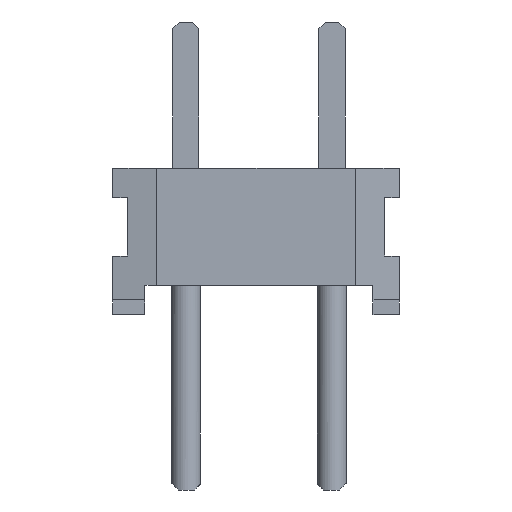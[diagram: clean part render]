
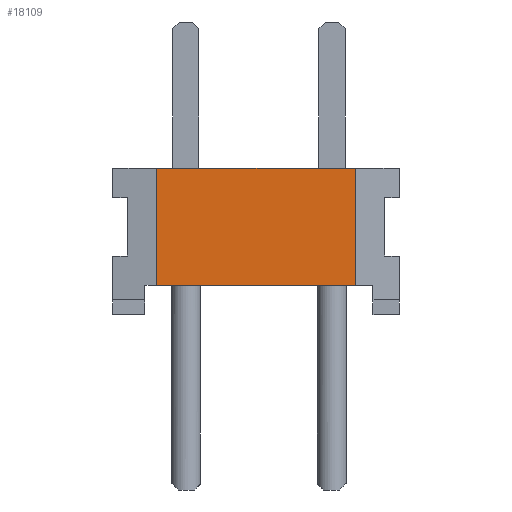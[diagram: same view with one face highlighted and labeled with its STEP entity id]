
A CAD part, left-side view. The second image highlights one B-rep face of the part: STEP entity #18109.
In plain terms, the highlighted planar face has unit normal (-1, 0, 0).
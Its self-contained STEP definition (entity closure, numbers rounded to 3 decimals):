
#18109 = ADVANCED_FACE('',(#18110),#18144,.F.);
#18110 = FACE_BOUND('',#18111,.T.);
#18111 = EDGE_LOOP('',(#18112,#18122,#18130,#18138));
#18112 = ORIENTED_EDGE('',*,*,#18113,.F.);
#18113 = EDGE_CURVE('',#18114,#18116,#18118,.T.);
#18114 = VERTEX_POINT('',#18115);
#18115 = CARTESIAN_POINT('',(-20.32,1.778,2.54));
#18116 = VERTEX_POINT('',#18117);
#18117 = CARTESIAN_POINT('',(-20.32,-1.676,2.54));
#18118 = LINE('',#18119,#18120);
#18119 = CARTESIAN_POINT('',(-20.32,2.54,2.54));
#18120 = VECTOR('',#18121,1.);
#18121 = DIRECTION('',(0.,-1.,0.));
#18122 = ORIENTED_EDGE('',*,*,#18123,.T.);
#18123 = EDGE_CURVE('',#18114,#18124,#18126,.T.);
#18124 = VERTEX_POINT('',#18125);
#18125 = CARTESIAN_POINT('',(-20.32,1.778,0.508));
#18126 = LINE('',#18127,#18128);
#18127 = CARTESIAN_POINT('',(-20.32,1.778,2.54));
#18128 = VECTOR('',#18129,1.);
#18129 = DIRECTION('',(0.,0.,-1.));
#18130 = ORIENTED_EDGE('',*,*,#18131,.T.);
#18131 = EDGE_CURVE('',#18124,#18132,#18134,.T.);
#18132 = VERTEX_POINT('',#18133);
#18133 = CARTESIAN_POINT('',(-20.32,-1.676,0.508));
#18134 = LINE('',#18135,#18136);
#18135 = CARTESIAN_POINT('',(-20.32,1.981,0.508));
#18136 = VECTOR('',#18137,1.);
#18137 = DIRECTION('',(0.,-1.,0.));
#18138 = ORIENTED_EDGE('',*,*,#18139,.T.);
#18139 = EDGE_CURVE('',#18132,#18116,#18140,.T.);
#18140 = LINE('',#18141,#18142);
#18141 = CARTESIAN_POINT('',(-20.32,-1.676,2.54));
#18142 = VECTOR('',#18143,1.);
#18143 = DIRECTION('',(0.,0.,1.));
#18144 = PLANE('',#18145);
#18145 = AXIS2_PLACEMENT_3D('',#18146,#18147,#18148);
#18146 = CARTESIAN_POINT('',(-20.32,2.54,2.54));
#18147 = DIRECTION('',(1.,0.,0.));
#18148 = DIRECTION('',(0.,1.,0.));
